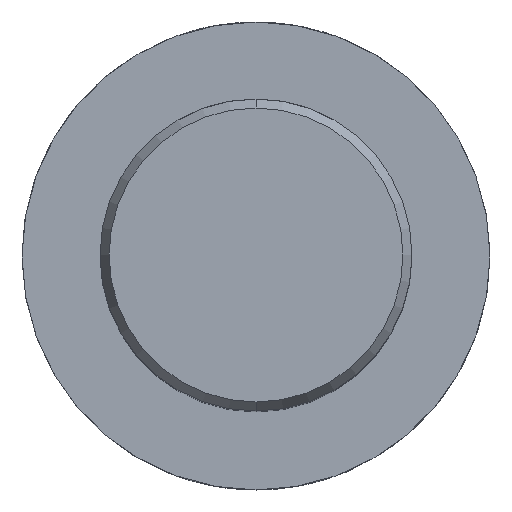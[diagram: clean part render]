
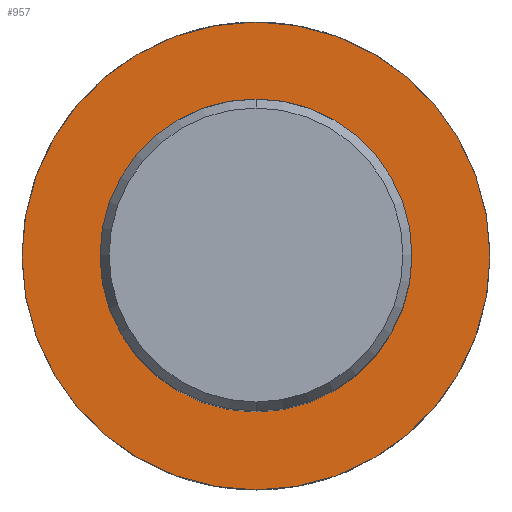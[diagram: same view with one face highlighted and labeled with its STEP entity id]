
A CAD part, top view. The second image highlights one B-rep face of the part: STEP entity #957.
In plain terms, the highlighted planar face has unit normal (0, 0, 1).
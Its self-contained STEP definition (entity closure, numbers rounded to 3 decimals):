
#675=VERTEX_POINT('',#1504);
#697=VERTEX_POINT('',#1528);
#709=VERTEX_POINT('',#1541);
#871=EDGE_CURVE('',#675,#709,#1712,.T.);
#957=ADVANCED_FACE('',(#1808,#1809),#1810,.T.);
#965=EDGE_CURVE('',#1151,#697,#1819,.T.);
#979=EDGE_CURVE('',#697,#1151,#1833,.T.);
#1151=VERTEX_POINT('',#2024);
#1199=EDGE_CURVE('',#709,#675,#2074,.T.);
#1504=CARTESIAN_POINT('',(0.,-30.0,-70.0));
#1528=CARTESIAN_POINT('',(0.0,20.0,-70.0));
#1541=CARTESIAN_POINT('',(0.0,30.0,-70.0));
#1712=CIRCLE('',#4148,30.0);
#1808=FACE_BOUND('',#4982,.T.);
#1809=FACE_OUTER_BOUND('',#4983,.T.);
#1810=PLANE('',#4984);
#1819=CIRCLE('',#4995,20.0);
#1833=CIRCLE('',#5057,20.0);
#2024=CARTESIAN_POINT('',(0.,-20.0,-70.0));
#2074=CIRCLE('',#5645,30.0);
#4148=AXIS2_PLACEMENT_3D('',#6113,#6114,#6115);
#4982=EDGE_LOOP('',(#6235,#6236));
#4983=EDGE_LOOP('',(#6237,#6238));
#4984=AXIS2_PLACEMENT_3D('',#6239,#6240,#6241);
#4995=AXIS2_PLACEMENT_3D('',#6253,#6254,#6255);
#5057=AXIS2_PLACEMENT_3D('',#6260,#6261,#6262);
#5645=AXIS2_PLACEMENT_3D('',#6583,#6584,#6585);
#6113=CARTESIAN_POINT('',(0.0,0.0,-70.0));
#6114=DIRECTION('',(0.0,0.0,-1.0));
#6115=DIRECTION('',(0.0,1.0,0.0));
#6235=ORIENTED_EDGE('',*,*,#979,.T.);
#6236=ORIENTED_EDGE('',*,*,#965,.T.);
#6237=ORIENTED_EDGE('',*,*,#1199,.F.);
#6238=ORIENTED_EDGE('',*,*,#871,.F.);
#6239=CARTESIAN_POINT('',(0.0,15.0,-70.0));
#6240=DIRECTION('',(-0.0,0.0,1.0));
#6241=DIRECTION('',(0.0,-1.0,0.0));
#6253=CARTESIAN_POINT('',(0.0,0.0,-70.0));
#6254=DIRECTION('',(-0.0,0.0,-1.0));
#6255=DIRECTION('',(0.0,1.0,0.0));
#6260=CARTESIAN_POINT('',(0.0,0.0,-70.0));
#6261=DIRECTION('',(-0.0,0.0,-1.0));
#6262=DIRECTION('',(0.0,1.0,0.0));
#6583=CARTESIAN_POINT('',(0.0,0.0,-70.0));
#6584=DIRECTION('',(0.0,0.0,-1.0));
#6585=DIRECTION('',(0.0,1.0,0.0));
